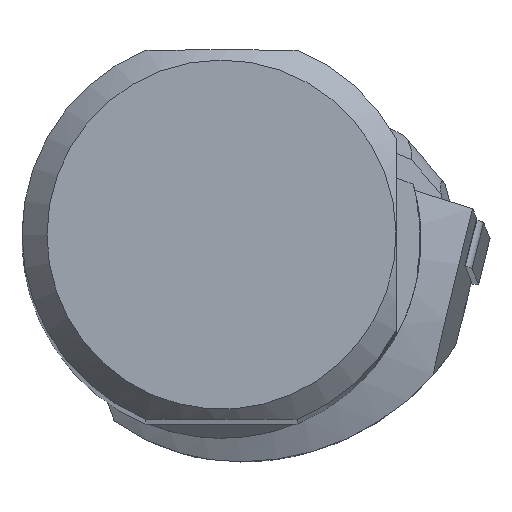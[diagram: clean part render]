
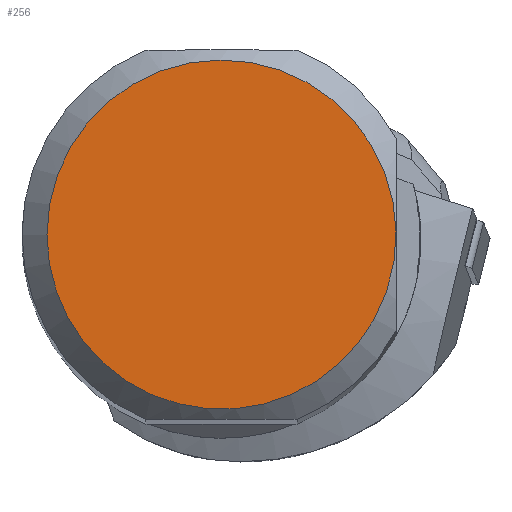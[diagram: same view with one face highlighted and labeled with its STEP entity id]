
A CAD part, top view. The second image highlights one B-rep face of the part: STEP entity #256.
In plain terms, the highlighted planar face has unit normal (0, 0, 1).
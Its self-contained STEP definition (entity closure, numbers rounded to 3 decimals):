
#184=FACE_OUTER_BOUND('',#632,.T.);
#256=ADVANCED_FACE('CU_SU_BP3',(#184),#313,.T.);
#313=PLANE('',#1608);
#632=EDGE_LOOP('',(#850));
#850=ORIENTED_EDGE('',*,*,#1333,.F.);
#1170=VERTEX_POINT('',#2417);
#1333=EDGE_CURVE('',#1170,#1170,#1443,.T.);
#1443=CIRCLE('',#1607,17.489);
#1607=AXIS2_PLACEMENT_3D('',#2416,#1899,#1900);
#1608=AXIS2_PLACEMENT_3D('',#2418,#1901,#1902);
#1899=DIRECTION('',(0.,0.,-1.));
#1900=DIRECTION('',(-1.,0.,0.));
#1901=DIRECTION('',(0.,0.,1.));
#1902=DIRECTION('',(-1.,0.,0.));
#2416=CARTESIAN_POINT('',(0.,0.,0.));
#2417=CARTESIAN_POINT('',(-17.489,0.,0.));
#2418=CARTESIAN_POINT('',(0.,0.,
0.));
